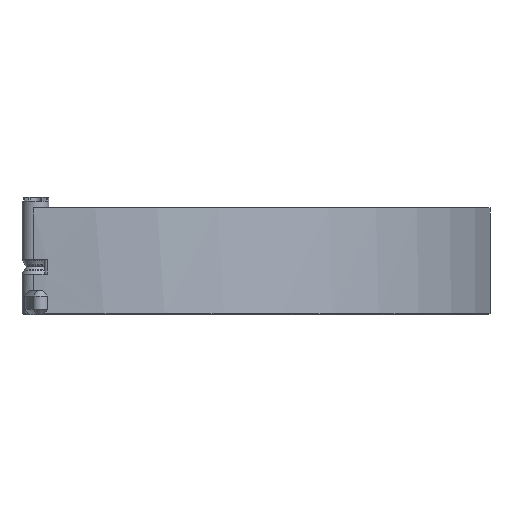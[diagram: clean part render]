
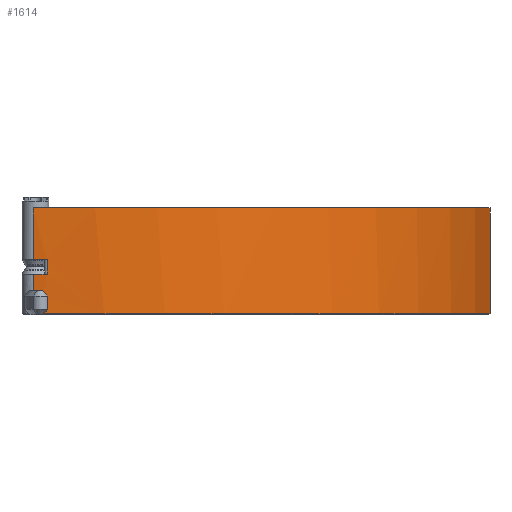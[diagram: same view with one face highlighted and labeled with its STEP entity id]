
A CAD part, left-side view. The second image highlights one B-rep face of the part: STEP entity #1614.
In plain terms, the highlighted cylindrical face has radius 150 mm (diameter 300 mm), a partial arc.
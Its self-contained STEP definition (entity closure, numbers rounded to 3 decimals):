
#315 = VERTEX_POINT('',#316);
#316 = CARTESIAN_POINT('',(-148.153,23.465,0.));
#325 = EDGE_CURVE('',#326,#315,#328,.T.);
#326 = VERTEX_POINT('',#327);
#327 = CARTESIAN_POINT('',(-148.153,23.465,-19.2));
#328 = LINE('',#329,#330);
#329 = CARTESIAN_POINT('',(-148.153,23.465,-40.));
#330 = VECTOR('',#331,1.);
#331 = DIRECTION('',(0.,0.,1.));
#526 = EDGE_CURVE('',#315,#527,#529,.T.);
#527 = VERTEX_POINT('',#528);
#528 = CARTESIAN_POINT('',(-26.047,-147.721,
    0.));
#529 = CIRCLE('',#530,150.);
#530 = AXIS2_PLACEMENT_3D('',#531,#532,#533);
#531 = CARTESIAN_POINT('',(0.,0.,0.));
#532 = DIRECTION('',(0.,0.,1.));
#533 = DIRECTION('',(-0.988,0.156,0.));
#1614 = ADVANCED_FACE('',(#1615),#1731,.T.);
#1615 = FACE_BOUND('',#1616,.T.);
#1616 = EDGE_LOOP('',(#1617,#1628,#1637,#1645,#1654,#1664,#1672,#1682,
    #1691,#1700,#1706,#1707,#1708,#1717,#1726));
#1617 = ORIENTED_EDGE('',*,*,#1618,.F.);
#1618 = EDGE_CURVE('',#1619,#1621,#1623,.T.);
#1619 = VERTEX_POINT('',#1620);
#1620 = CARTESIAN_POINT('',(-148.5,21.161,-24.8));
#1621 = VERTEX_POINT('',#1622);
#1622 = CARTESIAN_POINT('',(-148.881,18.288,-24.8));
#1623 = CIRCLE('',#1624,150.);
#1624 = AXIS2_PLACEMENT_3D('',#1625,#1626,#1627);
#1625 = CARTESIAN_POINT('',(0.,0.,
    -24.8));
#1626 = DIRECTION('',(0.,0.,1.));
#1627 = DIRECTION('',(-0.156,-0.988,0.)
  );
#1628 = ORIENTED_EDGE('',*,*,#1629,.F.);
#1629 = EDGE_CURVE('',#1630,#1619,#1632,.T.);
#1630 = VERTEX_POINT('',#1631);
#1631 = CARTESIAN_POINT('',(-148.153,23.465,-24.8));
#1632 = CIRCLE('',#1633,150.);
#1633 = AXIS2_PLACEMENT_3D('',#1634,#1635,#1636);
#1634 = CARTESIAN_POINT('',(0.,0.,
    -24.8));
#1635 = DIRECTION('',(0.,0.,1.));
#1636 = DIRECTION('',(-0.988,0.156,0.));
#1637 = ORIENTED_EDGE('',*,*,#1638,.F.);
#1638 = EDGE_CURVE('',#1639,#1630,#1641,.T.);
#1639 = VERTEX_POINT('',#1640);
#1640 = CARTESIAN_POINT('',(-148.153,23.465,-31.));
#1641 = LINE('',#1642,#1643);
#1642 = CARTESIAN_POINT('',(-148.153,23.465,-40.));
#1643 = VECTOR('',#1644,1.);
#1644 = DIRECTION('',(0.,0.,1.));
#1645 = ORIENTED_EDGE('',*,*,#1646,.T.);
#1646 = EDGE_CURVE('',#1639,#1647,#1649,.T.);
#1647 = VERTEX_POINT('',#1648);
#1648 = CARTESIAN_POINT('',(-148.403,21.828,-31.));
#1649 = CIRCLE('',#1650,150.);
#1650 = AXIS2_PLACEMENT_3D('',#1651,#1652,#1653);
#1651 = CARTESIAN_POINT('',(0.,0.,-31.
    ));
#1652 = DIRECTION('',(0.,0.,1.));
#1653 = DIRECTION('',(-0.988,0.156,0.));
#1654 = ORIENTED_EDGE('',*,*,#1655,.T.);
#1655 = EDGE_CURVE('',#1647,#1656,#1658,.T.);
#1656 = VERTEX_POINT('',#1657);
#1657 = CARTESIAN_POINT('',(-148.683,19.835,-33.));
#1658 = B_SPLINE_CURVE_WITH_KNOTS('',4,(#1659,#1660,#1661,#1662,#1663),
  .UNSPECIFIED.,.F.,.F.,(5,5),(0.,1.),.PIECEWISE_BEZIER_KNOTS.);
#1659 = CARTESIAN_POINT('',(-148.403,21.828,-31.));
#1660 = CARTESIAN_POINT('',(-148.476,21.331,
    -31.5));
#1661 = CARTESIAN_POINT('',(-148.547,20.832,
    -32.));
#1662 = CARTESIAN_POINT('',(-148.616,20.334,
    -32.5));
#1663 = CARTESIAN_POINT('',(-148.683,19.835,-33.));
#1664 = ORIENTED_EDGE('',*,*,#1665,.F.);
#1665 = EDGE_CURVE('',#1666,#1656,#1668,.T.);
#1666 = VERTEX_POINT('',#1667);
#1667 = CARTESIAN_POINT('',(-148.683,19.835,-38.));
#1668 = LINE('',#1669,#1670);
#1669 = CARTESIAN_POINT('',(-148.683,19.835,-40.));
#1670 = VECTOR('',#1671,1.);
#1671 = DIRECTION('',(0.,0.,1.));
#1672 = ORIENTED_EDGE('',*,*,#1673,.T.);
#1673 = EDGE_CURVE('',#1666,#1674,#1676,.T.);
#1674 = VERTEX_POINT('',#1675);
#1675 = CARTESIAN_POINT('',(-148.461,21.43,-39.6));
#1676 = B_SPLINE_CURVE_WITH_KNOTS('',4,(#1677,#1678,#1679,#1680,#1681),
  .UNSPECIFIED.,.F.,.F.,(5,5),(0.,1.),.PIECEWISE_BEZIER_KNOTS.);
#1677 = CARTESIAN_POINT('',(-148.683,19.835,-38.));
#1678 = CARTESIAN_POINT('',(-148.616,20.334,
    -38.5));
#1679 = CARTESIAN_POINT('',(-148.547,20.832,
    -39.));
#1680 = CARTESIAN_POINT('',(-148.476,21.331,
    -39.5));
#1681 = CARTESIAN_POINT('',(-148.403,21.828,-40.));
#1682 = ORIENTED_EDGE('',*,*,#1683,.T.);
#1683 = EDGE_CURVE('',#1674,#1684,#1686,.T.);
#1684 = VERTEX_POINT('',#1685);
#1685 = CARTESIAN_POINT('',(-148.683,19.835,-39.6));
#1686 = CIRCLE('',#1687,150.);
#1687 = AXIS2_PLACEMENT_3D('',#1688,#1689,#1690);
#1688 = CARTESIAN_POINT('',(0.,0.,
    -39.6));
#1689 = DIRECTION('',(0.,0.,1.));
#1690 = DIRECTION('',(-0.989,0.146,0.)
  );
#1691 = ORIENTED_EDGE('',*,*,#1692,.T.);
#1692 = EDGE_CURVE('',#1684,#1693,#1695,.T.);
#1693 = VERTEX_POINT('',#1694);
#1694 = CARTESIAN_POINT('',(-26.047,-147.721,-39.6));
#1695 = CIRCLE('',#1696,150.);
#1696 = AXIS2_PLACEMENT_3D('',#1697,#1698,#1699);
#1697 = CARTESIAN_POINT('',(0.,0.,
    -39.6));
#1698 = DIRECTION('',(0.,0.,1.));
#1699 = DIRECTION('',(-0.991,0.132,0.)
  );
#1700 = ORIENTED_EDGE('',*,*,#1701,.T.);
#1701 = EDGE_CURVE('',#1693,#527,#1702,.T.);
#1702 = LINE('',#1703,#1704);
#1703 = CARTESIAN_POINT('',(-26.047,-147.721,-40.));
#1704 = VECTOR('',#1705,1.);
#1705 = DIRECTION('',(0.,0.,1.));
#1706 = ORIENTED_EDGE('',*,*,#526,.F.);
#1707 = ORIENTED_EDGE('',*,*,#325,.F.);
#1708 = ORIENTED_EDGE('',*,*,#1709,.T.);
#1709 = EDGE_CURVE('',#326,#1710,#1712,.T.);
#1710 = VERTEX_POINT('',#1711);
#1711 = CARTESIAN_POINT('',(-148.5,21.161,-19.2));
#1712 = CIRCLE('',#1713,150.);
#1713 = AXIS2_PLACEMENT_3D('',#1714,#1715,#1716);
#1714 = CARTESIAN_POINT('',(0.,0.,
    -19.2));
#1715 = DIRECTION('',(0.,0.,1.));
#1716 = DIRECTION('',(-0.988,0.156,0.));
#1717 = ORIENTED_EDGE('',*,*,#1718,.T.);
#1718 = EDGE_CURVE('',#1710,#1719,#1721,.T.);
#1719 = VERTEX_POINT('',#1720);
#1720 = CARTESIAN_POINT('',(-148.881,18.288,-19.2));
#1721 = CIRCLE('',#1722,150.);
#1722 = AXIS2_PLACEMENT_3D('',#1723,#1724,#1725);
#1723 = CARTESIAN_POINT('',(0.,0.,
    -19.2));
#1724 = DIRECTION('',(0.,0.,1.));
#1725 = DIRECTION('',(-0.156,-0.988,0.)
  );
#1726 = ORIENTED_EDGE('',*,*,#1727,.F.);
#1727 = EDGE_CURVE('',#1621,#1719,#1728,.T.);
#1728 = B_SPLINE_CURVE_WITH_KNOTS('',1,(#1729,#1730),.UNSPECIFIED.,.F.,
  .F.,(2,2),(-2.912,8.512),.PIECEWISE_BEZIER_KNOTS.);
#1729 = CARTESIAN_POINT('',(-148.881,18.288,-27.712));
#1730 = CARTESIAN_POINT('',(-148.881,18.288,-16.288));
#1731 = CYLINDRICAL_SURFACE('',#1732,150.);
#1732 = AXIS2_PLACEMENT_3D('',#1733,#1734,#1735);
#1733 = CARTESIAN_POINT('',(0.,0.,-40.
    ));
#1734 = DIRECTION('',(0.,0.,1.));
#1735 = DIRECTION('',(-0.988,0.156,0.));
